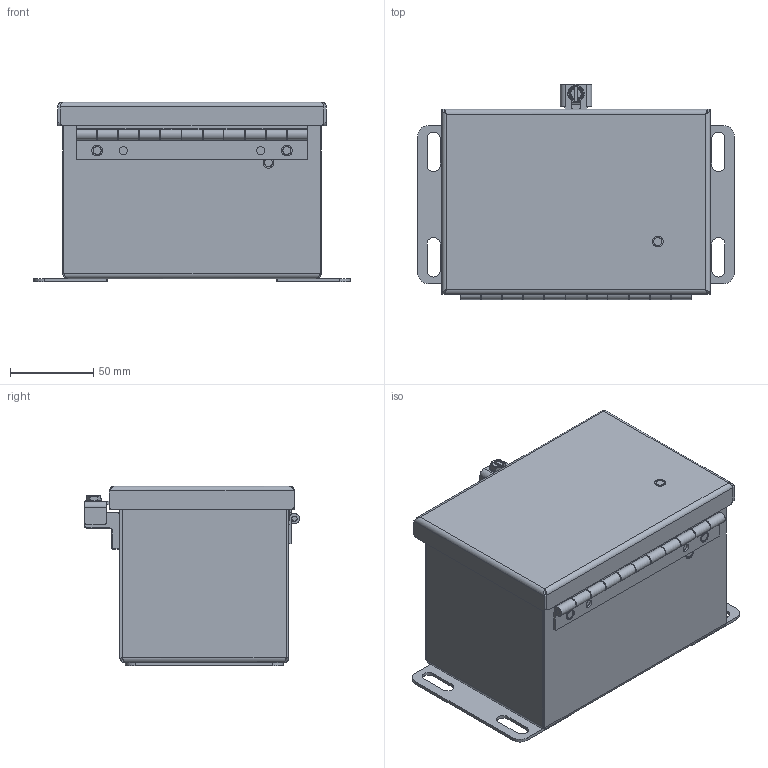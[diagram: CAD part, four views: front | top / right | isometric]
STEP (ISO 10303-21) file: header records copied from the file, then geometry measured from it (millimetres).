
FILE_DESCRIPTION (( 'STEP AP203' ), '1' );
FILE_NAME ('SCE-6044CHNFSS6.step', '2021-02-09T17:11:20', ( 'ADC123' ), ( 'Microsoft' ), 'SwSTEP 2.0', 'SolidWorks 2019', '' );
FILE_SCHEMA (( 'CONFIG_CONTROL_DESIGN' ));
Length unit declared in the file: inch
Products named in the file (1): SCE-6044CHNFSS6
Bounding box: 190.5 x 129.65 x 108.33 mm (x, y, z)
Surface area: 262626.1 mm2 (no closed solid volume)
Topology: 0 solids, 28 shells, 1010 faces, 2623 edges, 1589 vertices
Faces by surface type: plane 467, cylinder 275, bspline 244, cone 24
Full cylindrical faces by diameter (mm): 3.124 x1, 4.775 x8, 4.826 x7, 4.902 x5, 4.905 x2, 5.537 x2, 6.35 x4, 6.502 x5, 7.112 x4, 7.14 x4, 9.474 x4, 10.058 x1
Entity records: 47667 total; most frequent: CARTESIAN_POINT 25845, ORIENTED_EDGE 4798, DIRECTION 3809, EDGE_CURVE 2407, VERTEX_POINT 1552, AXIS2_PLACEMENT_3D 1296, LINE 1217, VECTOR 1217
